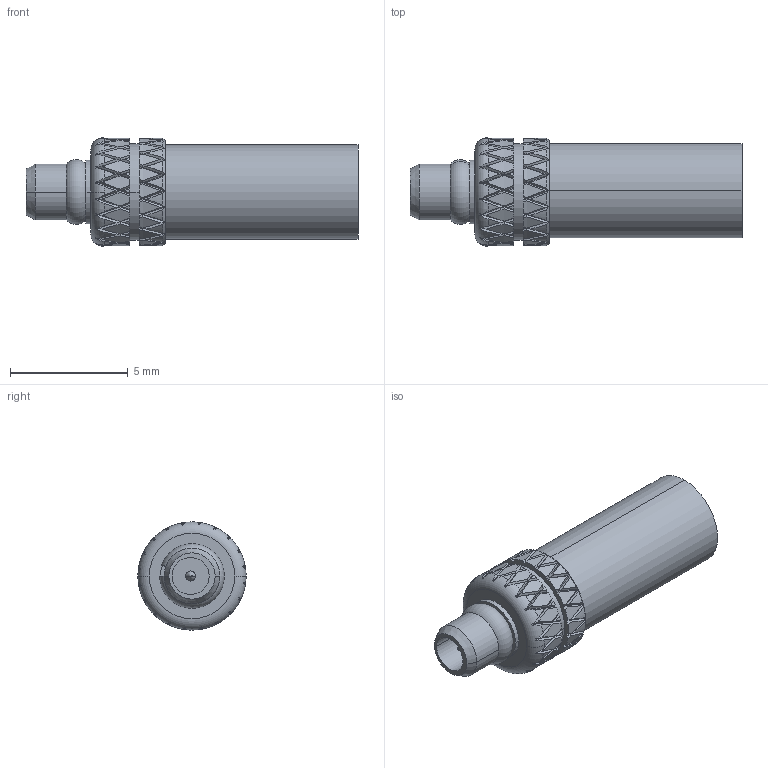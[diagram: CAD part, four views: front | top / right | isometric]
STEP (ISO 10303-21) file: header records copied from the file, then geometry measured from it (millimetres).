
FILE_DESCRIPTION (( 'STEP AP203' ), '1' );
FILE_NAME ('FMCN1848_3D.STEP', '2022-02-15T17:20:11', ( '' ), ( '' ), 'SwSTEP 2.0', 'SolidWorks 2021', '' );
FILE_SCHEMA (( 'CONFIG_CONTROL_DESIGN' ));
Length unit declared in the file: inch
Products named in the file (1): FMCN1848_3D
Bounding box: 14.07 x 4.59 x 4.59 mm (x, y, z)
Volume: 111.6 mm3; surface area: 417.7 mm2
Topology: 4 solids, 4 shells, 1005 faces, 2313 edges, 1325 vertices
Faces by surface type: bspline 720, cylinder 212, plane 40, torus 23, cone 10
Entity records: 34698 total; most frequent: CARTESIAN_POINT 20400, ORIENTED_EDGE 4622, EDGE_CURVE 2311, VERTEX_POINT 1325, DIRECTION 1131, EDGE_LOOP 1018, ADVANCED_FACE 1005, FACE_OUTER_BOUND 1005
